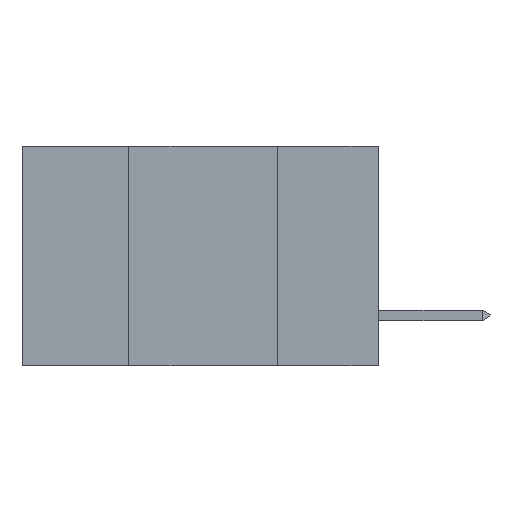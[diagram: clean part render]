
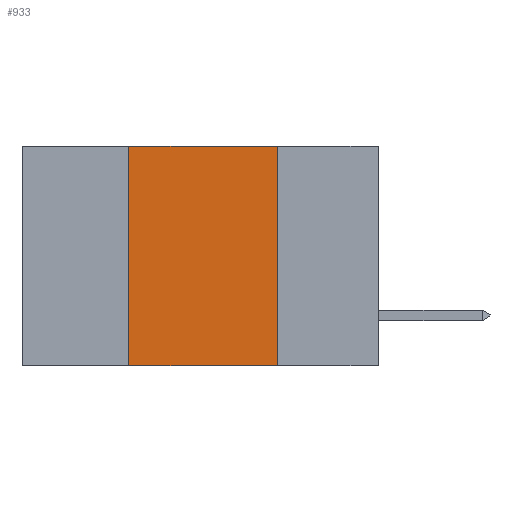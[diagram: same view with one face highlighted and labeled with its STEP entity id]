
A CAD part, left-side view. The second image highlights one B-rep face of the part: STEP entity #933.
In plain terms, the highlighted planar face has unit normal (-1, 0, 0).
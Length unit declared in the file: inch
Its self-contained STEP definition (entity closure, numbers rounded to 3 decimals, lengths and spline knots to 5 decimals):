
#23 = CARTESIAN_POINT ( 'NONE',  ( 0., 0.6, 0. ) ) ;
#342 = DIRECTION ( 'NONE',  ( 0., 0., -1. ) ) ;
#581 = DIRECTION ( 'NONE',  ( 0., 0., 1. ) ) ;
#822 = EDGE_CURVE ( 'NONE', #3370, #6552, #2150, .T. ) ;
#933 = ADVANCED_FACE ( 'NONE', ( #13420 ), #8317, .F. ) ;
#1416 = ORIENTED_EDGE ( 'NONE', *, *, #822, .F. ) ;
#2150 = LINE ( 'NONE', #4750, #9628 ) ;
#3370 = VERTEX_POINT ( 'NONE', #14659 ) ;
#4331 = LINE ( 'NONE', #13839, #10739 ) ;
#4750 = CARTESIAN_POINT ( 'NONE',  ( 0., 0.42, 0. ) ) ;
#5094 = AXIS2_PLACEMENT_3D ( 'NONE', #9472, #15066, #342 ) ;
#5116 = CARTESIAN_POINT ( 'NONE',  ( 0., 0.42, 0. ) ) ;
#5910 = ORIENTED_EDGE ( 'NONE', *, *, #16969, .F. ) ;
#6552 = VERTEX_POINT ( 'NONE', #5116 ) ;
#6736 = VERTEX_POINT ( 'NONE', #9953 ) ;
#8317 = PLANE ( 'NONE',  #5094 ) ;
#9472 = CARTESIAN_POINT ( 'NONE',  ( 0., 0.6, 0. ) ) ;
#9628 = VECTOR ( 'NONE', #581, 39.37008 ) ;
#9851 = DIRECTION ( 'NONE',  ( 0., -1., 0. ) ) ;
#9953 = CARTESIAN_POINT ( 'NONE',  ( 0., 0.17, -0.37 ) ) ;
#10268 = EDGE_CURVE ( 'NONE', #3370, #6736, #4331, .T. ) ;
#10739 = VECTOR ( 'NONE', #9851, 39.37008 ) ;
#10777 = VECTOR ( 'NONE', #13121, 39.37008 ) ;
#11473 = ORIENTED_EDGE ( 'NONE', *, *, #10268, .T. ) ;
#12381 = LINE ( 'NONE', #23, #17028 ) ;
#12698 = LINE ( 'NONE', #14593, #10777 ) ;
#13121 = DIRECTION ( 'NONE',  ( 0., 0., -1. ) ) ;
#13328 = DIRECTION ( 'NONE',  ( 0., -1., 0. ) ) ;
#13358 = EDGE_LOOP ( 'NONE', ( #13948, #5910, #1416, #11473 ) ) ;
#13420 = FACE_OUTER_BOUND ( 'NONE', #13358, .T. ) ;
#13839 = CARTESIAN_POINT ( 'NONE',  ( 0., 0.6, -0.37 ) ) ;
#13948 = ORIENTED_EDGE ( 'NONE', *, *, #13996, .F. ) ;
#13996 = EDGE_CURVE ( 'NONE', #14827, #6736, #12698, .T. ) ;
#14593 = CARTESIAN_POINT ( 'NONE',  ( 0., 0.17, 0. ) ) ;
#14659 = CARTESIAN_POINT ( 'NONE',  ( 0., 0.42, -0.37 ) ) ;
#14827 = VERTEX_POINT ( 'NONE', #16420 ) ;
#15066 = DIRECTION ( 'NONE',  ( 1., 0., 0. ) ) ;
#16420 = CARTESIAN_POINT ( 'NONE',  ( 0., 0.17, 0. ) ) ;
#16969 = EDGE_CURVE ( 'NONE', #6552, #14827, #12381, .T. ) ;
#17028 = VECTOR ( 'NONE', #13328, 39.37008 ) ;
